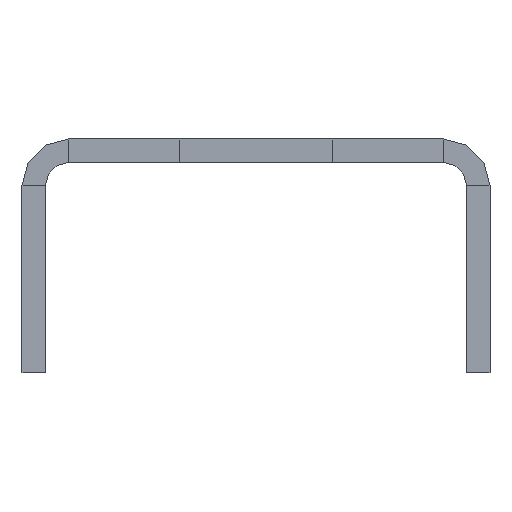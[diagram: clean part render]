
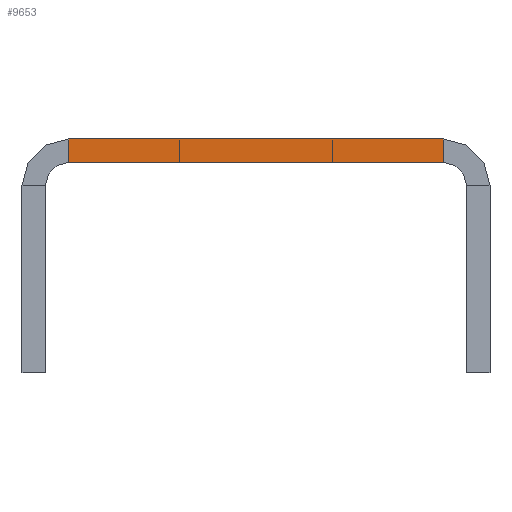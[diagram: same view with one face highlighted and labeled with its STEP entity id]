
A CAD part, front view. The second image highlights one B-rep face of the part: STEP entity #9653.
In plain terms, the highlighted planar face has unit normal (0, -1, 0).
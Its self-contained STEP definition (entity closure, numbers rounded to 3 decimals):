
#2183=DIRECTION('',(0.,0.,-1.));
#2184=VECTOR('',#2183,2.);
#2185=CARTESIAN_POINT('',(16.,-3000.,10.));
#2186=LINE('',#2185,#2184);
#2187=DIRECTION('',(1.,0.,0.));
#2188=VECTOR('',#2187,32.);
#2189=CARTESIAN_POINT('',(-16.,-3000.,8.));
#2190=LINE('',#2189,#2188);
#2191=DIRECTION('',(1.,0.,0.));
#2192=VECTOR('',#2191,32.);
#2193=CARTESIAN_POINT('',(-16.,-3000.,10.));
#2194=LINE('',#2193,#2192);
#2285=DIRECTION('',(0.,0.,-1.));
#2286=VECTOR('',#2285,2.);
#2287=CARTESIAN_POINT('',(-16.,-3000.,10.));
#2288=LINE('',#2287,#2286);
#6442=CARTESIAN_POINT('',(16.,-3000.,10.));
#6444=VERTEX_POINT('',#6442);
#6454=CARTESIAN_POINT('',(-16.,-3000.,10.));
#6456=VERTEX_POINT('',#6454);
#6458=CARTESIAN_POINT('',(16.,-3000.,8.));
#6460=VERTEX_POINT('',#6458);
#6470=CARTESIAN_POINT('',(-16.,-3000.,8.));
#6472=VERTEX_POINT('',#6470);
#9639=CARTESIAN_POINT('',(0.,-3000.,9.));
#9640=DIRECTION('',(0.,-1.,0.));
#9641=DIRECTION('',(1.,0.,0.));
#9642=AXIS2_PLACEMENT_3D('',#9639,#9640,#9641);
#9643=PLANE('',#9642);
#9645=ORIENTED_EDGE('',*,*,#9644,.T.);
#9647=ORIENTED_EDGE('',*,*,#9646,.F.);
#9649=ORIENTED_EDGE('',*,*,#9648,.F.);
#9650=ORIENTED_EDGE('',*,*,#8430,.T.);
#9651=EDGE_LOOP('',(#9645,#9647,#9649,#9650));
#9652=FACE_OUTER_BOUND('',#9651,.F.);
#9653=ADVANCED_FACE('',(#9652),#9643,.T.);
#8430=EDGE_CURVE('',#6456,#6444,#2194,.T.);
#9644=EDGE_CURVE('',#6444,#6460,#2186,.T.);
#9646=EDGE_CURVE('',#6472,#6460,#2190,.T.);
#9648=EDGE_CURVE('',#6456,#6472,#2288,.T.);
